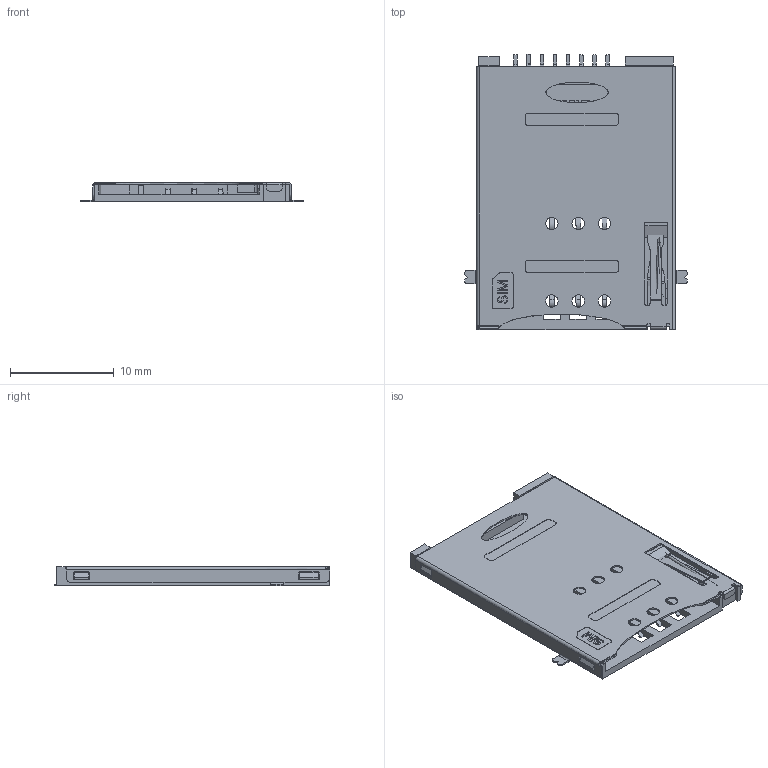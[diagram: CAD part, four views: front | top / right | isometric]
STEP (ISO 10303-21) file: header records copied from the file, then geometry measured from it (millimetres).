
FILE_DESCRIPTION (( 'STEP AP214' ), '1' );
FILE_NAME ('SIM-208.STEP', '2024-02-26T10:33:34', ( 'admin' ), ( '' ), 'SwSTEP 2.0', 'SolidWorks 2022', '' );
FILE_SCHEMA (( 'AUTOMOTIVE_DESIGN' ));
Length unit declared in the file: millimetre
Products named in the file (1): SIM-208
Bounding box: 21.5 x 26.57 x 1.93 mm (x, y, z)
Volume: 435.6 mm3; surface area: 2615.4 mm2
Topology: 13 solids, 13 shells, 904 faces, 2540 edges, 1681 vertices
Faces by surface type: bspline 904
Entity records: 30580 total; most frequent: CARTESIAN_POINT 9727, ORIENTED_EDGE 5080, DIRECTION 2920, EDGE_CURVE 2540, LINE 1928, VECTOR 1928, VERTEX_POINT 1681, EDGE_LOOP 977
